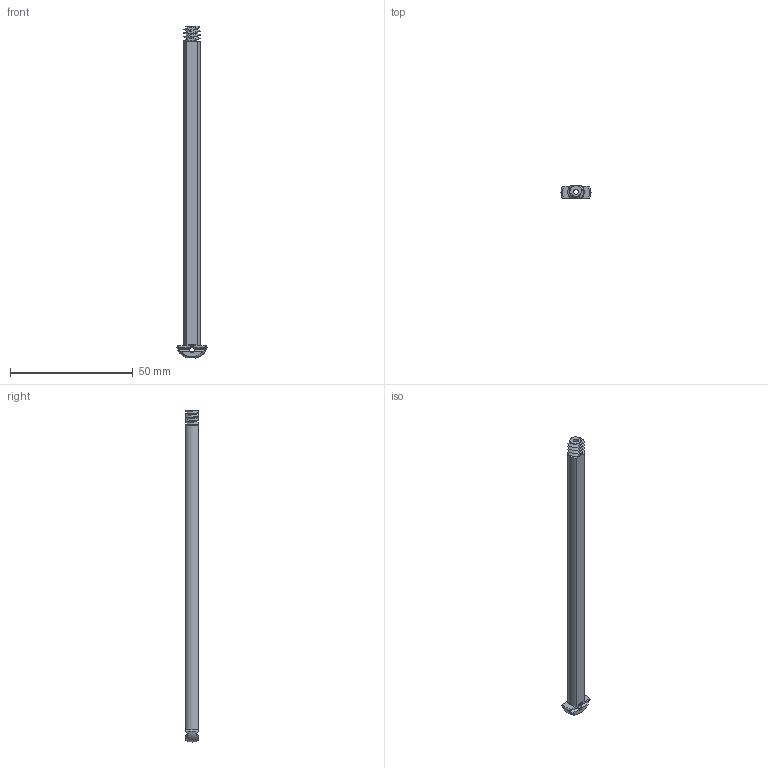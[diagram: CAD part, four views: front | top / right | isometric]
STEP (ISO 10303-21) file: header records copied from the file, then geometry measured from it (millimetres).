
FILE_DESCRIPTION(('FreeCAD Model'),'2;1');
FILE_NAME('Open CASCADE Shape Model','2023-11-07T11:27:21',(''),(''), 'Open CASCADE STEP processor 7.6','FreeCAD','Unknown');
FILE_SCHEMA(('AUTOMOTIVE_DESIGN { 1 0 10303 214 1 1 1 1 }'));
Products named in the file (1): Shoulder Screw RH RHD BU10.00 - SPN-SSC-0080 (stemfie.org)
Bounding box: 12.2 x 5 x 134.98 mm (x, y, z)
Volume: 3636.3 mm3; surface area: 3768.7 mm2
Topology: 1 solids, 1 shells, 599 faces, 1662 edges, 1094 vertices
Faces by surface type: plane 309, extrusion 240, bspline 30, cone 10, cylinder 6, torus 3, revolution 1
Full cylindrical faces by diameter (mm): 2 x2, 2.001 x1
Entity records: 51114 total; most frequent: CARTESIAN_POINT 20015, DIRECTION 4687, VECTOR 3900, LINE 3660, ORIENTED_EDGE 3324, PCURVE 3324, DEFINITIONAL_REPRESENTATION 3324, EDGE_CURVE 1662
